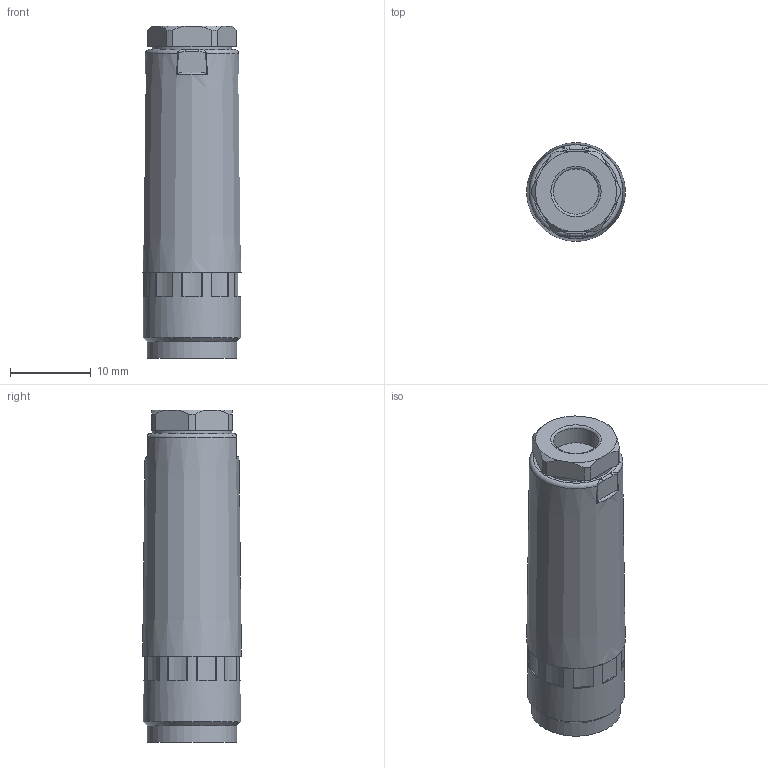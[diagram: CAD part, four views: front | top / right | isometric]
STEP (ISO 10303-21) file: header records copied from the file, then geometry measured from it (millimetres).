
FILE_DESCRIPTION(/* description */ (''),/* implementation_level */ '2;1');
FILE_NAME(/* name */ 'SK4212-0.stp',/* time_stamp */ '2018-07-30T14:20:36+08:00',/* author */ (''),/* organization */ (''),/* preprocessor_version */ 'ST-DEVELOPER v14',/* originating_system */ 'SIEMENS PLM Software NX 8.0',/* authorisation */ '');
FILE_SCHEMA (('AUTOMOTIVE_DESIGN { 1 0 10303 214 3 1 1 1 }'));
Length unit declared in the file: millimetre
Products named in the file (1): DELL0424D510nvpm
Bounding box: 12.2 x 12.2 x 41 mm (x, y, z)
Volume: 4167.8 mm3; surface area: 3140.5 mm2
Topology: 1 solids, 5 shells, 206 faces, 549 edges, 360 vertices
Faces by surface type: plane 85, cylinder 76, cone 20, bspline 15, torus 10
Full cylindrical faces by diameter (mm): 1 x4, 1.1 x4, 5.6 x2, 6.7 x1, 7 x1, 7.2 x1, 7.4 x2, 7.5 x1, 7.6 x1, 7.75 x1, 9.8 x4, 10 x1, 11 x1, 11.2 x1, 12 x1
Entity records: 8457 total; most frequent: CARTESIAN_POINT 3113, DIRECTION 1031, ORIENTED_EDGE 958, EDGE_CURVE 479, AXIS2_PLACEMENT_3D 429, VERTEX_POINT 340, EDGE_LOOP 269, CIRCLE 237
